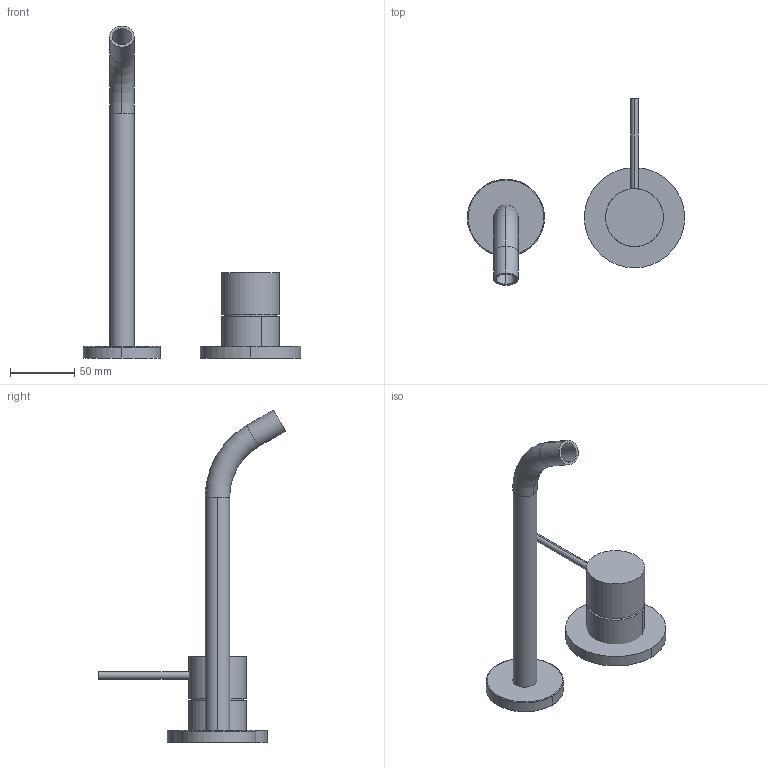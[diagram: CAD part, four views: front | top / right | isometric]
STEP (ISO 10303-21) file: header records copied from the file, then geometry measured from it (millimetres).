
FILE_DESCRIPTION (( 'STEP AP203' ), '1' );
FILE_NAME ('36861662-00.STEP', '2019-09-16T10:57:53', ( '' ), ( '' ), 'SwSTEP 2.0', 'SolidWorks 2017', '' );
FILE_SCHEMA (( 'CONFIG_CONTROL_DESIGN' ));
Length unit declared in the file: millimetre
Products named in the file (8): 36861662-00; Planungsmodell_Rohr_gerade-+-28.568.780-10_ _K360_45x32; Planungsmodell_Rohr_gerade-+-28.568.780-10_ _K356_45x33; Planungsmodell_Rohr_gerade-+-28.568.780-10_ _K340_40x3; Planungsmodell_Rohr_gerade-+-28.568.780-10_ _K257_60x9; Planungsmodell_Rohr-+-09.28.22.323-01_K2; Planungsmodell_Rohr_gerade-+-28.568.780-10_ _K350_5,5x80; Planungsmodell_Rohr_gerade-+-28.568.780-10_ _K85_78x9
Assembly tree (7 placements, depth 2):
  36861662-00
    Planungsmodell_Rohr_gerade-+-28.568.780-10_ _K257_60x9
    Planungsmodell_Rohr-+-09.28.22.323-01_K2
    Planungsmodell_Rohr_gerade-+-28.568.780-10_ _K85_78x9
    Planungsmodell_Rohr_gerade-+-28.568.780-10_ _K360_45x32
    Planungsmodell_Rohr_gerade-+-28.568.780-10_ _K356_45x33
    Planungsmodell_Rohr_gerade-+-28.568.780-10_ _K340_40x3
    Planungsmodell_Rohr_gerade-+-28.568.780-10_ _K350_5,5x80
Bounding box: 169 x 145.5 x 258.3 mm (x, y, z)
Volume: 205580.2 mm3; surface area: 67243.3 mm2
Topology: 7 solids, 7 shells, 40 faces, 72 edges, 46 vertices
Faces by surface type: cylinder 20, plane 14, torus 6
Entity records: 1854 total; most frequent: DIRECTION 224, CARTESIAN_POINT 168, ORIENTED_EDGE 144, AXIS2_PLACEMENT_3D 102, EDGE_CURVE 72, PERSON_AND_ORGANIZATION 71, LOCAL_TIME 54, COORDINATED_UNIVERSAL_TIME_OFFSET 54
